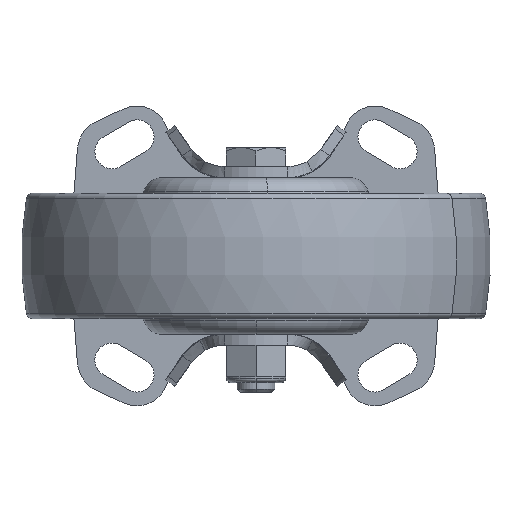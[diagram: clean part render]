
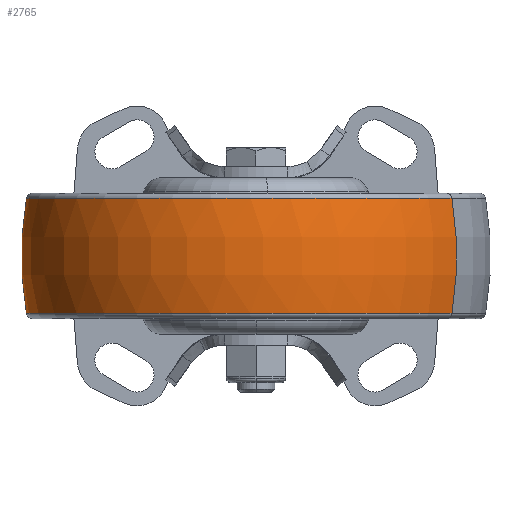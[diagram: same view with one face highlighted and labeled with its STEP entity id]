
A CAD part, front view. The second image highlights one B-rep face of the part: STEP entity #2765.
In plain terms, the highlighted toroidal (fillet/blend) face has major radius 26 mm and minor radius 101 mm.
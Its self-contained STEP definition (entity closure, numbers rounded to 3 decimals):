
#165 = DIRECTION ( 'NONE',  ( 0., 0., 1. ) ) ;
#340 = DIRECTION ( 'NONE',  ( 0., 1., 0. ) ) ;
#367 = AXIS2_PLACEMENT_3D ( 'NONE', #1796, #9647, #165 ) ;
#694 = DIRECTION ( 'NONE',  ( 0., -1., 0. ) ) ;
#859 = CIRCLE ( 'NONE', #6891, 101. ) ;
#877 = CARTESIAN_POINT ( 'NONE',  ( -18.364, 0., -73.317 ) ) ;
#945 = DIRECTION ( 'NONE',  ( 0., 0., 1. ) ) ;
#1410 = EDGE_LOOP ( 'NONE', ( #9452, #3187, #8134, #1868 ) ) ;
#1796 = CARTESIAN_POINT ( 'NONE',  ( 18.364, 0., 0. ) ) ;
#1868 = ORIENTED_EDGE ( 'NONE', *, *, #2862, .F. ) ;
#2147 = CIRCLE ( 'NONE', #367, 73.317 ) ;
#2405 = DIRECTION ( 'NONE',  ( -1., 0., 0. ) ) ;
#2765 = ADVANCED_FACE ( 'NONE', ( #8283 ), #9406, .T. ) ;
#2862 = EDGE_CURVE ( 'NONE', #9830, #8738, #5991, .T. ) ;
#3187 = ORIENTED_EDGE ( 'NONE', *, *, #8674, .T. ) ;
#3399 = AXIS2_PLACEMENT_3D ( 'NONE', #7169, #340, #945 ) ;
#3644 = CARTESIAN_POINT ( 'NONE',  ( 0., 0., 0. ) ) ;
#3672 = EDGE_CURVE ( 'NONE', #6195, #9830, #7474, .T. ) ;
#3742 = DIRECTION ( 'NONE',  ( 0., 0., 1. ) ) ;
#3896 = DIRECTION ( 'NONE',  ( -1., 0., 0. ) ) ;
#3945 = DIRECTION ( 'NONE',  ( 0., 0., 1. ) ) ;
#4839 = CARTESIAN_POINT ( 'NONE',  ( 18.364, 0., 73.317 ) ) ;
#4861 = CARTESIAN_POINT ( 'NONE',  ( -18.364, 0., 73.317 ) ) ;
#5991 = CIRCLE ( 'NONE', #7940, 73.317 ) ;
#6195 = VERTEX_POINT ( 'NONE', #7830 ) ;
#6241 = CARTESIAN_POINT ( 'NONE',  ( -18.364, 0., 0. ) ) ;
#6891 = AXIS2_PLACEMENT_3D ( 'NONE', #8348, #694, #9925 ) ;
#7169 = CARTESIAN_POINT ( 'NONE',  ( 0., 0., 26. ) ) ;
#7474 = CIRCLE ( 'NONE', #3399, 101. ) ;
#7830 = CARTESIAN_POINT ( 'NONE',  ( 18.364, 0., -73.317 ) ) ;
#7940 = AXIS2_PLACEMENT_3D ( 'NONE', #6241, #3896, #3945 ) ;
#8134 = ORIENTED_EDGE ( 'NONE', *, *, #9178, .T. ) ;
#8283 = FACE_OUTER_BOUND ( 'NONE', #1410, .T. ) ;
#8348 = CARTESIAN_POINT ( 'NONE',  ( 0., 0., -26. ) ) ;
#8674 = EDGE_CURVE ( 'NONE', #6195, #8936, #2147, .T. ) ;
#8738 = VERTEX_POINT ( 'NONE', #4861 ) ;
#8936 = VERTEX_POINT ( 'NONE', #4839 ) ;
#9178 = EDGE_CURVE ( 'NONE', #8936, #8738, #859, .T. ) ;
#9406 = TOROIDAL_SURFACE ( 'NONE', #9733, -26., 101. ) ;
#9452 = ORIENTED_EDGE ( 'NONE', *, *, #3672, .F. ) ;
#9647 = DIRECTION ( 'NONE',  ( -1., 0., 0. ) ) ;
#9733 = AXIS2_PLACEMENT_3D ( 'NONE', #3644, #2405, #3742 ) ;
#9830 = VERTEX_POINT ( 'NONE', #877 ) ;
#9925 = DIRECTION ( 'NONE',  ( 0., 0., -1. ) ) ;
